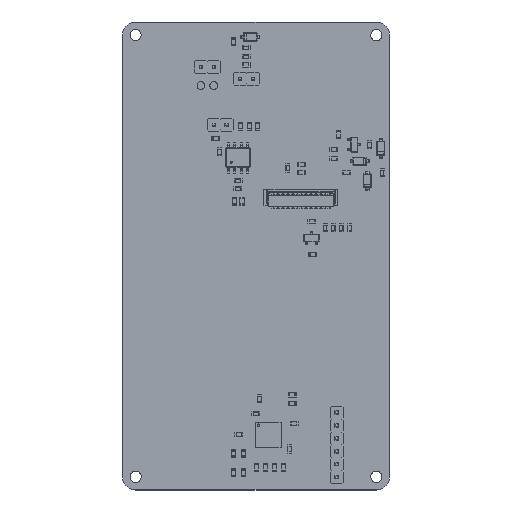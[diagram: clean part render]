
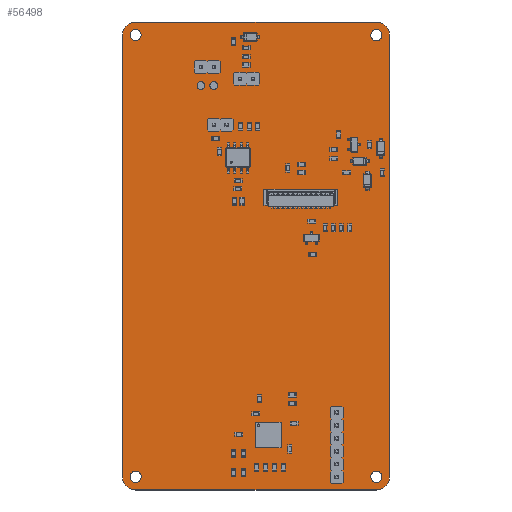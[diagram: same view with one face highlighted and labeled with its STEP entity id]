
A CAD part, top view. The second image highlights one B-rep face of the part: STEP entity #56498.
In plain terms, the highlighted planar face has unit normal (0, 0, 1).
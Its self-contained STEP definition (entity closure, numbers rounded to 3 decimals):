
#56173 = VERTEX_POINT('',#56174);
#56174 = CARTESIAN_POINT('',(477.4,19.09,0.8));
#56180 = EDGE_CURVE('',#56173,#56181,#56183,.T.);
#56181 = VERTEX_POINT('',#56182);
#56182 = CARTESIAN_POINT('',(480.,16.49,0.8));
#56183 = CIRCLE('',#56184,2.6);
#56184 = AXIS2_PLACEMENT_3D('',#56185,#56186,#56187);
#56185 = CARTESIAN_POINT('',(477.4,16.49,0.8));
#56186 = DIRECTION('',(0.,0.,-1.));
#56187 = DIRECTION('',(0.,1.,0.));
#56215 = VERTEX_POINT('',#56216);
#56216 = CARTESIAN_POINT('',(430.1,19.09,0.8));
#56222 = EDGE_CURVE('',#56215,#56173,#56223,.T.);
#56223 = LINE('',#56224,#56225);
#56224 = CARTESIAN_POINT('',(430.1,19.09,0.8));
#56225 = VECTOR('',#56226,1.);
#56226 = DIRECTION('',(1.,0.,0.));
#56244 = EDGE_CURVE('',#56181,#56245,#56247,.T.);
#56245 = VERTEX_POINT('',#56246);
#56246 = CARTESIAN_POINT('',(480.,-70.31,0.8));
#56247 = LINE('',#56248,#56249);
#56248 = CARTESIAN_POINT('',(480.,16.49,0.8));
#56249 = VECTOR('',#56250,1.);
#56250 = DIRECTION('',(0.,-1.,0.));
#56498 = ADVANCED_FACE('',(#56499,#56545,#56556,#56567,#56578,#56589,
    #56600,#56611,#56622,#56633,#56644,#56655,#56666,#56677,#56688,
    #56699,#56710),#56721,.F.);
#56499 = FACE_BOUND('',#56500,.F.);
#56500 = EDGE_LOOP('',(#56501,#56502,#56503,#56512,#56520,#56529,#56537,
    #56544));
#56501 = ORIENTED_EDGE('',*,*,#56180,.T.);
#56502 = ORIENTED_EDGE('',*,*,#56244,.T.);
#56503 = ORIENTED_EDGE('',*,*,#56504,.T.);
#56504 = EDGE_CURVE('',#56245,#56505,#56507,.T.);
#56505 = VERTEX_POINT('',#56506);
#56506 = CARTESIAN_POINT('',(477.4,-72.91,0.8));
#56507 = CIRCLE('',#56508,2.6);
#56508 = AXIS2_PLACEMENT_3D('',#56509,#56510,#56511);
#56509 = CARTESIAN_POINT('',(477.4,-70.31,0.8));
#56510 = DIRECTION('',(0.,0.,-1.));
#56511 = DIRECTION('',(1.,0.,0.));
#56512 = ORIENTED_EDGE('',*,*,#56513,.T.);
#56513 = EDGE_CURVE('',#56505,#56514,#56516,.T.);
#56514 = VERTEX_POINT('',#56515);
#56515 = CARTESIAN_POINT('',(430.1,-72.91,0.8));
#56516 = LINE('',#56517,#56518);
#56517 = CARTESIAN_POINT('',(477.4,-72.91,0.8));
#56518 = VECTOR('',#56519,1.);
#56519 = DIRECTION('',(-1.,0.,0.));
#56520 = ORIENTED_EDGE('',*,*,#56521,.T.);
#56521 = EDGE_CURVE('',#56514,#56522,#56524,.T.);
#56522 = VERTEX_POINT('',#56523);
#56523 = CARTESIAN_POINT('',(427.5,-70.31,0.8));
#56524 = CIRCLE('',#56525,2.6);
#56525 = AXIS2_PLACEMENT_3D('',#56526,#56527,#56528);
#56526 = CARTESIAN_POINT('',(430.1,-70.31,0.8));
#56527 = DIRECTION('',(0.,0.,-1.));
#56528 = DIRECTION('',(0.,-1.,-0.));
#56529 = ORIENTED_EDGE('',*,*,#56530,.T.);
#56530 = EDGE_CURVE('',#56522,#56531,#56533,.T.);
#56531 = VERTEX_POINT('',#56532);
#56532 = CARTESIAN_POINT('',(427.5,16.49,0.8));
#56533 = LINE('',#56534,#56535);
#56534 = CARTESIAN_POINT('',(427.5,-70.31,0.8));
#56535 = VECTOR('',#56536,1.);
#56536 = DIRECTION('',(0.,1.,0.));
#56537 = ORIENTED_EDGE('',*,*,#56538,.T.);
#56538 = EDGE_CURVE('',#56531,#56215,#56539,.T.);
#56539 = CIRCLE('',#56540,2.6);
#56540 = AXIS2_PLACEMENT_3D('',#56541,#56542,#56543);
#56541 = CARTESIAN_POINT('',(430.1,16.49,0.8));
#56542 = DIRECTION('',(0.,0.,-1.));
#56543 = DIRECTION('',(-1.,0.,0.));
#56544 = ORIENTED_EDGE('',*,*,#56222,.T.);
#56545 = FACE_BOUND('',#56546,.F.);
#56546 = EDGE_LOOP('',(#56547));
#56547 = ORIENTED_EDGE('',*,*,#56548,.F.);
#56548 = EDGE_CURVE('',#56549,#56549,#56551,.T.);
#56549 = VERTEX_POINT('',#56550);
#56550 = CARTESIAN_POINT('',(477.4,-71.41,0.8));
#56551 = CIRCLE('',#56552,1.1);
#56552 = AXIS2_PLACEMENT_3D('',#56553,#56554,#56555);
#56553 = CARTESIAN_POINT('',(477.4,-70.31,0.8));
#56554 = DIRECTION('',(-0.,0.,-1.));
#56555 = DIRECTION('',(-0.,-1.,0.));
#56556 = FACE_BOUND('',#56557,.F.);
#56557 = EDGE_LOOP('',(#56558));
#56558 = ORIENTED_EDGE('',*,*,#56559,.F.);
#56559 = EDGE_CURVE('',#56560,#56560,#56562,.T.);
#56560 = VERTEX_POINT('',#56561);
#56561 = CARTESIAN_POINT('',(469.6,-70.91,0.8));
#56562 = CIRCLE('',#56563,0.5);
#56563 = AXIS2_PLACEMENT_3D('',#56564,#56565,#56566);
#56564 = CARTESIAN_POINT('',(469.6,-70.41,0.8));
#56565 = DIRECTION('',(-0.,0.,-1.));
#56566 = DIRECTION('',(-0.,-1.,0.));
#56567 = FACE_BOUND('',#56568,.F.);
#56568 = EDGE_LOOP('',(#56569));
#56569 = ORIENTED_EDGE('',*,*,#56570,.F.);
#56570 = EDGE_CURVE('',#56571,#56571,#56573,.T.);
#56571 = VERTEX_POINT('',#56572);
#56572 = CARTESIAN_POINT('',(469.6,-68.37,0.8));
#56573 = CIRCLE('',#56574,0.5);
#56574 = AXIS2_PLACEMENT_3D('',#56575,#56576,#56577);
#56575 = CARTESIAN_POINT('',(469.6,-67.87,0.8));
#56576 = DIRECTION('',(-0.,0.,-1.));
#56577 = DIRECTION('',(-0.,-1.,0.));
#56578 = FACE_BOUND('',#56579,.F.);
#56579 = EDGE_LOOP('',(#56580));
#56580 = ORIENTED_EDGE('',*,*,#56581,.F.);
#56581 = EDGE_CURVE('',#56582,#56582,#56584,.T.);
#56582 = VERTEX_POINT('',#56583);
#56583 = CARTESIAN_POINT('',(469.6,-65.83,0.8));
#56584 = CIRCLE('',#56585,0.5);
#56585 = AXIS2_PLACEMENT_3D('',#56586,#56587,#56588);
#56586 = CARTESIAN_POINT('',(469.6,-65.33,0.8));
#56587 = DIRECTION('',(-0.,0.,-1.));
#56588 = DIRECTION('',(-0.,-1.,0.));
#56589 = FACE_BOUND('',#56590,.F.);
#56590 = EDGE_LOOP('',(#56591));
#56591 = ORIENTED_EDGE('',*,*,#56592,.F.);
#56592 = EDGE_CURVE('',#56593,#56593,#56595,.T.);
#56593 = VERTEX_POINT('',#56594);
#56594 = CARTESIAN_POINT('',(469.6,-63.29,0.8));
#56595 = CIRCLE('',#56596,0.5);
#56596 = AXIS2_PLACEMENT_3D('',#56597,#56598,#56599);
#56597 = CARTESIAN_POINT('',(469.6,-62.79,0.8));
#56598 = DIRECTION('',(-0.,0.,-1.));
#56599 = DIRECTION('',(-0.,-1.,0.));
#56600 = FACE_BOUND('',#56601,.F.);
#56601 = EDGE_LOOP('',(#56602));
#56602 = ORIENTED_EDGE('',*,*,#56603,.F.);
#56603 = EDGE_CURVE('',#56604,#56604,#56606,.T.);
#56604 = VERTEX_POINT('',#56605);
#56605 = CARTESIAN_POINT('',(469.6,-60.75,0.8));
#56606 = CIRCLE('',#56607,0.5);
#56607 = AXIS2_PLACEMENT_3D('',#56608,#56609,#56610);
#56608 = CARTESIAN_POINT('',(469.6,-60.25,0.8));
#56609 = DIRECTION('',(-0.,0.,-1.));
#56610 = DIRECTION('',(-0.,-1.,0.));
#56611 = FACE_BOUND('',#56612,.F.);
#56612 = EDGE_LOOP('',(#56613));
#56613 = ORIENTED_EDGE('',*,*,#56614,.F.);
#56614 = EDGE_CURVE('',#56615,#56615,#56617,.T.);
#56615 = VERTEX_POINT('',#56616);
#56616 = CARTESIAN_POINT('',(469.6,-58.21,0.8));
#56617 = CIRCLE('',#56618,0.5);
#56618 = AXIS2_PLACEMENT_3D('',#56619,#56620,#56621);
#56619 = CARTESIAN_POINT('',(469.6,-57.71,0.8));
#56620 = DIRECTION('',(-0.,0.,-1.));
#56621 = DIRECTION('',(-0.,-1.,0.));
#56622 = FACE_BOUND('',#56623,.F.);
#56623 = EDGE_LOOP('',(#56624));
#56624 = ORIENTED_EDGE('',*,*,#56625,.F.);
#56625 = EDGE_CURVE('',#56626,#56626,#56628,.T.);
#56626 = VERTEX_POINT('',#56627);
#56627 = CARTESIAN_POINT('',(430.1,-71.41,0.8));
#56628 = CIRCLE('',#56629,1.1);
#56629 = AXIS2_PLACEMENT_3D('',#56630,#56631,#56632);
#56630 = CARTESIAN_POINT('',(430.1,-70.31,0.8));
#56631 = DIRECTION('',(-0.,0.,-1.));
#56632 = DIRECTION('',(-0.,-1.,0.));
#56633 = FACE_BOUND('',#56634,.F.);
#56634 = EDGE_LOOP('',(#56635));
#56635 = ORIENTED_EDGE('',*,*,#56636,.F.);
#56636 = EDGE_CURVE('',#56637,#56637,#56639,.T.);
#56637 = VERTEX_POINT('',#56638);
#56638 = CARTESIAN_POINT('',(477.4,15.39,0.8));
#56639 = CIRCLE('',#56640,1.1);
#56640 = AXIS2_PLACEMENT_3D('',#56641,#56642,#56643);
#56641 = CARTESIAN_POINT('',(477.4,16.49,0.8));
#56642 = DIRECTION('',(-0.,0.,-1.));
#56643 = DIRECTION('',(-0.,-1.,0.));
#56644 = FACE_BOUND('',#56645,.F.);
#56645 = EDGE_LOOP('',(#56646));
#56646 = ORIENTED_EDGE('',*,*,#56647,.F.);
#56647 = EDGE_CURVE('',#56648,#56648,#56650,.T.);
#56648 = VERTEX_POINT('',#56649);
#56649 = CARTESIAN_POINT('',(447.975,-1.6,0.8));
#56650 = CIRCLE('',#56651,0.5);
#56651 = AXIS2_PLACEMENT_3D('',#56652,#56653,#56654);
#56652 = CARTESIAN_POINT('',(447.975,-1.1,0.8));
#56653 = DIRECTION('',(-0.,0.,-1.));
#56654 = DIRECTION('',(-0.,-1.,0.));
#56655 = FACE_BOUND('',#56656,.F.);
#56656 = EDGE_LOOP('',(#56657));
#56657 = ORIENTED_EDGE('',*,*,#56658,.F.);
#56658 = EDGE_CURVE('',#56659,#56659,#56661,.T.);
#56659 = VERTEX_POINT('',#56660);
#56660 = CARTESIAN_POINT('',(445.435,-1.6,0.8));
#56661 = CIRCLE('',#56662,0.5);
#56662 = AXIS2_PLACEMENT_3D('',#56663,#56664,#56665);
#56663 = CARTESIAN_POINT('',(445.435,-1.1,0.8));
#56664 = DIRECTION('',(-0.,0.,-1.));
#56665 = DIRECTION('',(-0.,-1.,0.));
#56666 = FACE_BOUND('',#56667,.F.);
#56667 = EDGE_LOOP('',(#56668));
#56668 = ORIENTED_EDGE('',*,*,#56669,.F.);
#56669 = EDGE_CURVE('',#56670,#56670,#56672,.T.);
#56670 = VERTEX_POINT('',#56671);
#56671 = CARTESIAN_POINT('',(453.15,7.44,0.8));
#56672 = CIRCLE('',#56673,0.5);
#56673 = AXIS2_PLACEMENT_3D('',#56674,#56675,#56676);
#56674 = CARTESIAN_POINT('',(453.15,7.94,0.8));
#56675 = DIRECTION('',(-0.,0.,-1.));
#56676 = DIRECTION('',(-0.,-1.,0.));
#56677 = FACE_BOUND('',#56678,.F.);
#56678 = EDGE_LOOP('',(#56679));
#56679 = ORIENTED_EDGE('',*,*,#56680,.F.);
#56680 = EDGE_CURVE('',#56681,#56681,#56683,.T.);
#56681 = VERTEX_POINT('',#56682);
#56682 = CARTESIAN_POINT('',(450.61,7.44,0.8));
#56683 = CIRCLE('',#56684,0.5);
#56684 = AXIS2_PLACEMENT_3D('',#56685,#56686,#56687);
#56685 = CARTESIAN_POINT('',(450.61,7.94,0.8));
#56686 = DIRECTION('',(-0.,0.,-1.));
#56687 = DIRECTION('',(-0.,-1.,0.));
#56688 = FACE_BOUND('',#56689,.F.);
#56689 = EDGE_LOOP('',(#56690));
#56690 = ORIENTED_EDGE('',*,*,#56691,.F.);
#56691 = EDGE_CURVE('',#56692,#56692,#56694,.T.);
#56692 = VERTEX_POINT('',#56693);
#56693 = CARTESIAN_POINT('',(445.43,9.75,0.8));
#56694 = CIRCLE('',#56695,0.5);
#56695 = AXIS2_PLACEMENT_3D('',#56696,#56697,#56698);
#56696 = CARTESIAN_POINT('',(445.43,10.25,0.8));
#56697 = DIRECTION('',(-0.,0.,-1.));
#56698 = DIRECTION('',(-0.,-1.,0.));
#56699 = FACE_BOUND('',#56700,.F.);
#56700 = EDGE_LOOP('',(#56701));
#56701 = ORIENTED_EDGE('',*,*,#56702,.F.);
#56702 = EDGE_CURVE('',#56703,#56703,#56705,.T.);
#56703 = VERTEX_POINT('',#56704);
#56704 = CARTESIAN_POINT('',(442.89,9.75,0.8));
#56705 = CIRCLE('',#56706,0.5);
#56706 = AXIS2_PLACEMENT_3D('',#56707,#56708,#56709);
#56707 = CARTESIAN_POINT('',(442.89,10.25,0.8));
#56708 = DIRECTION('',(-0.,0.,-1.));
#56709 = DIRECTION('',(-0.,-1.,0.));
#56710 = FACE_BOUND('',#56711,.F.);
#56711 = EDGE_LOOP('',(#56712));
#56712 = ORIENTED_EDGE('',*,*,#56713,.F.);
#56713 = EDGE_CURVE('',#56714,#56714,#56716,.T.);
#56714 = VERTEX_POINT('',#56715);
#56715 = CARTESIAN_POINT('',(430.1,15.44,0.8));
#56716 = CIRCLE('',#56717,1.1);
#56717 = AXIS2_PLACEMENT_3D('',#56718,#56719,#56720);
#56718 = CARTESIAN_POINT('',(430.1,16.54,0.8));
#56719 = DIRECTION('',(-0.,0.,-1.));
#56720 = DIRECTION('',(-0.,-1.,0.));
#56721 = PLANE('',#56722);
#56722 = AXIS2_PLACEMENT_3D('',#56723,#56724,#56725);
#56723 = CARTESIAN_POINT('',(453.75,-26.91,0.8));
#56724 = DIRECTION('',(-0.,-0.,-1.));
#56725 = DIRECTION('',(-1.,0.,0.));
